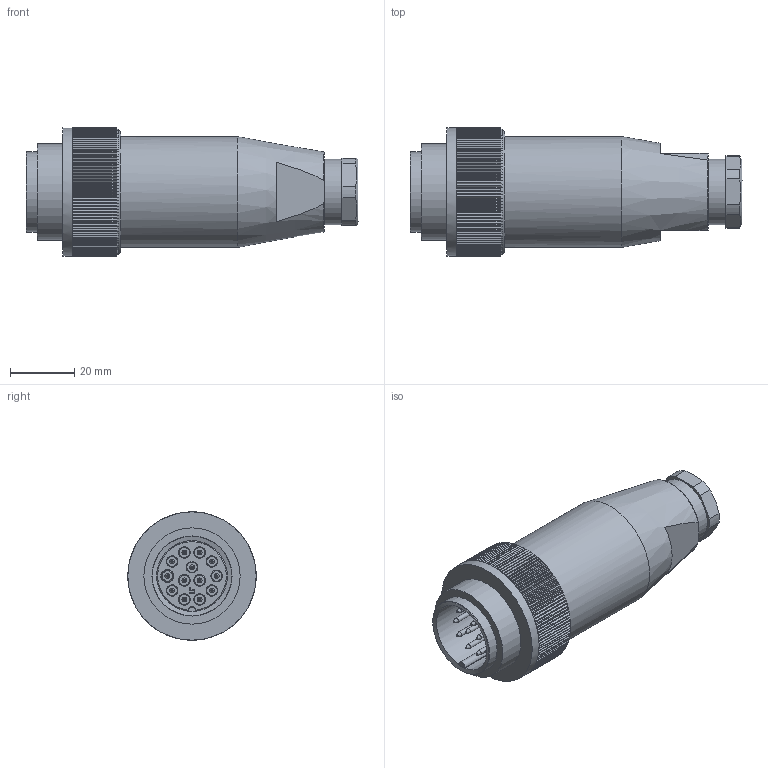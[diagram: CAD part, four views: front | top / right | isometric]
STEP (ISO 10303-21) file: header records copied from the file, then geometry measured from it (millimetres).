
FILE_DESCRIPTION(/* description */ (''),/* implementation_level */ '2;1');
FILE_NAME(/* name */ '99-0717-00-13_bg.stp',/* time_stamp */ '2010-02-12T12:13:08+01:00',/* author */ (''),/* organization */ (''),/* preprocessor_version */ 'ST-DEVELOPER v11',/* originating_system */ 'UGS - NX 5.0',/* authorisation */ '');
FILE_SCHEMA (('CONFIG_CONTROL_DESIGN'));
Length unit declared in the file: millimetre
Products named in the file (1): kbor75E6pxzx
Bounding box: 103.5 x 40 x 40 mm (x, y, z)
Volume: 79912.1 mm3; surface area: 15208.4 mm2
Topology: 1 solids, 1 shells, 537 faces, 1473 edges, 971 vertices
Faces by surface type: plane 446, cylinder 41, cone 33, bspline 13, torus 4
Full cylindrical faces by diameter (mm): 1.5 x13, 3.6 x13, 20.4 x1, 22.1 x1, 25 x1, 30 x1, 34.6 x1, 40 x1
Entity records: 17181 total; most frequent: CARTESIAN_POINT 4132, ORIENTED_EDGE 2750, DIRECTION 2534, EDGE_CURVE 1375, VERTEX_POINT 951, AXIS2_PLACEMENT_3D 911, LINE 712, VECTOR 712
